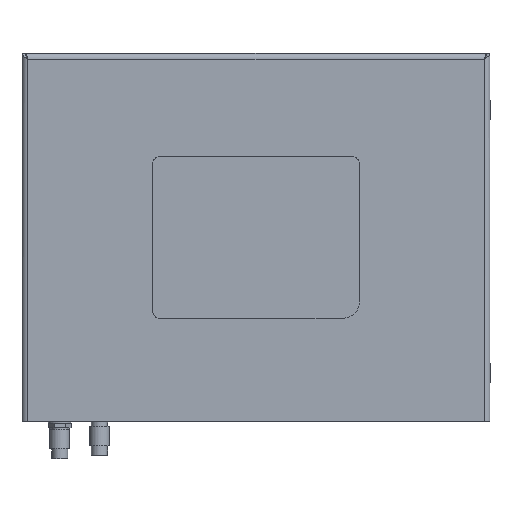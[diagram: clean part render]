
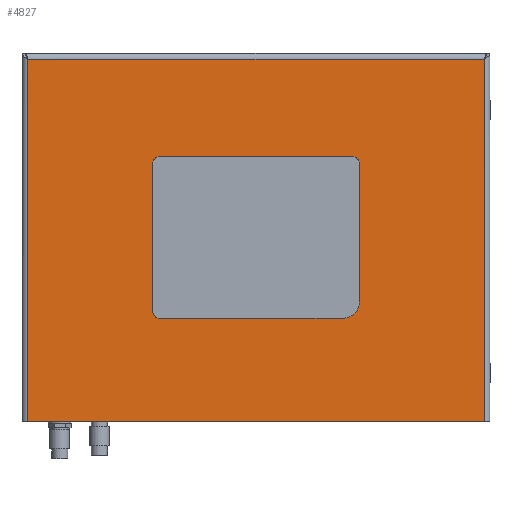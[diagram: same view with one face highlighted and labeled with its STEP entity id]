
A CAD part, front view. The second image highlights one B-rep face of the part: STEP entity #4827.
In plain terms, the highlighted planar face has unit normal (0, -1, 0).
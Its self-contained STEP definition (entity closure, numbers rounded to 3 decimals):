
#664=DIRECTION('',(1.,0.,0.));
#665=VECTOR('',#664,141.527);
#666=CARTESIAN_POINT('',(-70.763,-1.,55.263));
#667=LINE('',#666,#665);
#676=DIRECTION('',(1.,0.,0.));
#677=VECTOR('',#676,141.527);
#678=CARTESIAN_POINT('',(-70.763,-1.,-57.));
#679=LINE('',#678,#677);
#680=DIRECTION('',(-1.,0.,0.));
#681=VECTOR('',#680,57.);
#682=CARTESIAN_POINT('',(27.,-1.,-25.));
#683=LINE('',#682,#681);
#684=CARTESIAN_POINT('',(27.,-1.,-20.));
#685=DIRECTION('',(0.,1.,0.));
#686=DIRECTION('',(1.,0.,0.));
#687=AXIS2_PLACEMENT_3D('',#684,#685,#686);
#689=DIRECTION('',(0.,0.,-1.));
#690=VECTOR('',#689,43.);
#691=CARTESIAN_POINT('',(32.,-1.,23.));
#692=LINE('',#691,#690);
#693=CARTESIAN_POINT('',(30.,-1.,23.));
#694=DIRECTION('',(0.,1.,0.));
#695=DIRECTION('',(0.,0.,1.));
#696=AXIS2_PLACEMENT_3D('',#693,#694,#695);
#698=DIRECTION('',(1.,0.,0.));
#699=VECTOR('',#698,60.);
#700=CARTESIAN_POINT('',(-30.,-1.,25.));
#701=LINE('',#700,#699);
#702=CARTESIAN_POINT('',(-30.,-1.,23.));
#703=DIRECTION('',(0.,1.,0.));
#704=DIRECTION('',(-1.,0.,0.));
#705=AXIS2_PLACEMENT_3D('',#702,#703,#704);
#707=DIRECTION('',(0.,0.,1.));
#708=VECTOR('',#707,46.);
#709=CARTESIAN_POINT('',(-32.,-1.,-23.));
#710=LINE('',#709,#708);
#711=CARTESIAN_POINT('',(-30.,-1.,-23.));
#712=DIRECTION('',(0.,1.,0.));
#713=DIRECTION('',(0.,0.,-1.));
#714=AXIS2_PLACEMENT_3D('',#711,#712,#713);
#716=DIRECTION('',(0.,0.,-1.));
#717=VECTOR('',#716,112.263);
#718=CARTESIAN_POINT('',(70.763,-1.,55.263));
#719=LINE('',#718,#717);
#727=CARTESIAN_POINT('',(70.763,-1.,55.263));
#824=DIRECTION('',(0.,0.,1.));
#825=VECTOR('',#824,112.263);
#826=CARTESIAN_POINT('',(-70.763,-1.,-57.));
#827=LINE('',#826,#825);
#832=CARTESIAN_POINT('',(-70.763,-1.,55.263));
#3017=VERTEX_POINT('',#727);
#3022=CARTESIAN_POINT('',(-30.,-1.,-25.));
#3024=VERTEX_POINT('',#3022);
#3026=VERTEX_POINT('',#832);
#3063=CARTESIAN_POINT('',(-32.,-1.,-23.));
#3064=VERTEX_POINT('',#3063);
#3122=CARTESIAN_POINT('',(-32.,-1.,23.));
#3123=CARTESIAN_POINT('',(-30.,-1.,25.));
#3124=VERTEX_POINT('',#3122);
#3125=VERTEX_POINT('',#3123);
#3197=CARTESIAN_POINT('',(70.763,-1.,-57.));
#3199=VERTEX_POINT('',#3197);
#3245=CARTESIAN_POINT('',(32.,-1.,-20.));
#3246=CARTESIAN_POINT('',(27.,-1.,-25.));
#3247=VERTEX_POINT('',#3245);
#3248=VERTEX_POINT('',#3246);
#3309=CARTESIAN_POINT('',(-70.763,-1.,-57.));
#3310=VERTEX_POINT('',#3309);
#3322=CARTESIAN_POINT('',(30.,-1.,25.));
#3323=VERTEX_POINT('',#3322);
#3334=CARTESIAN_POINT('',(32.,-1.,23.));
#3335=VERTEX_POINT('',#3334);
#4795=CARTESIAN_POINT('',(0.,-1.,0.));
#4796=DIRECTION('',(0.,1.,0.));
#4797=DIRECTION('',(0.,0.,1.));
#4798=AXIS2_PLACEMENT_3D('',#4795,#4796,#4797);
#4799=PLANE('',#4798);
#4801=ORIENTED_EDGE('',*,*,#4800,.T.);
#4803=ORIENTED_EDGE('',*,*,#4802,.F.);
#4805=ORIENTED_EDGE('',*,*,#4804,.T.);
#4806=ORIENTED_EDGE('',*,*,#4789,.T.);
#4807=EDGE_LOOP('',(#4801,#4803,#4805,#4806));
#4808=FACE_OUTER_BOUND('',#4807,.F.);
#4810=ORIENTED_EDGE('',*,*,#4809,.F.);
#4812=ORIENTED_EDGE('',*,*,#4811,.F.);
#4814=ORIENTED_EDGE('',*,*,#4813,.F.);
#4816=ORIENTED_EDGE('',*,*,#4815,.F.);
#4818=ORIENTED_EDGE('',*,*,#4817,.F.);
#4820=ORIENTED_EDGE('',*,*,#4819,.F.);
#4822=ORIENTED_EDGE('',*,*,#4821,.F.);
#4824=ORIENTED_EDGE('',*,*,#4823,.F.);
#4825=EDGE_LOOP('',(#4810,#4812,#4814,#4816,#4818,#4820,#4822,#4824));
#4826=FACE_BOUND('',#4825,.F.);
#688=CIRCLE('',#687,5.);
#697=CIRCLE('',#696,2.);
#706=CIRCLE('',#705,2.);
#715=CIRCLE('',#714,2.);
#4789=EDGE_CURVE('',#3026,#3017,#667,.T.);
#4800=EDGE_CURVE('',#3017,#3199,#719,.T.);
#4802=EDGE_CURVE('',#3310,#3199,#679,.T.);
#4804=EDGE_CURVE('',#3310,#3026,#827,.T.);
#4809=EDGE_CURVE('',#3248,#3024,#683,.T.);
#4811=EDGE_CURVE('',#3247,#3248,#688,.T.);
#4813=EDGE_CURVE('',#3335,#3247,#692,.T.);
#4815=EDGE_CURVE('',#3323,#3335,#697,.T.);
#4817=EDGE_CURVE('',#3125,#3323,#701,.T.);
#4819=EDGE_CURVE('',#3124,#3125,#706,.T.);
#4821=EDGE_CURVE('',#3064,#3124,#710,.T.);
#4823=EDGE_CURVE('',#3024,#3064,#715,.T.);
#4827=ADVANCED_FACE('',(#4808,#4826),#4799,.F.);
